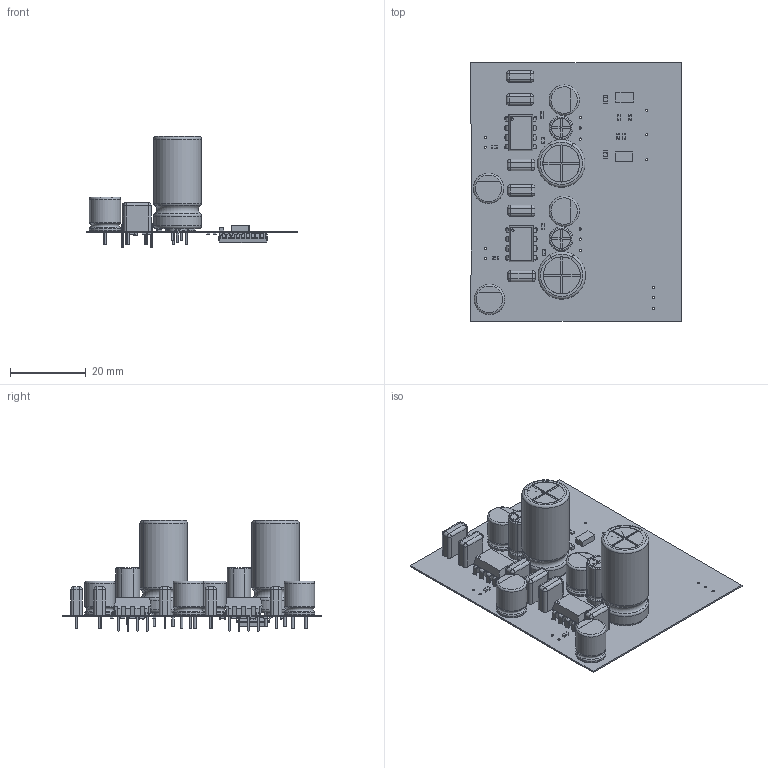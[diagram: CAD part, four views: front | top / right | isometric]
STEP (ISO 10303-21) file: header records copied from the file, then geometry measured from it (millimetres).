
FILE_DESCRIPTION(('Open CASCADE Model'),'2;1');
FILE_NAME('Open CASCADE Shape Model','2022-07-05T16:14:45',('Author'),( 'Open CASCADE'),'Open CASCADE STEP processor 6.8','Open CASCADE 6.8' ,'Unknown');
FILE_SCHEMA(('AUTOMOTIVE_DESIGN { 1 0 10303 214 1 1 1 1 }'));
Length unit declared in the file: millimetre
Products named in the file (76): PCB; Board; Open CASCADE STEP translator 6.8 1.1.1; C8*; WIMA_FILM_CAPACITOR_RADIAL_7.2x3.0x7.5_P5.0; C3*; R22; User_Library-res0603-1; R21; U5; 6647507456; Extruded; U4; FB2; FBead_Murata_BLM21AG102SN1D_eec; Electrodes; Dielectric; Murata; FB1; C26; User_Library-cap_0603_lowprofile; C25; C24; C23; C22; PZF8x9; C21; C20; C19; U3; DWP0020B; R20; R19; R18; R17; R16; R15; C18; C17; C15 ...
Assembly tree (132 placements, depth 4):
  PCB
    Board
      Open CASCADE STEP translator 6.8 1.1.1
    C8*
      WIMA_FILM_CAPACITOR_RADIAL_7.2x3.0x7.5_P5.0
      WIMA_FILM_CAPACITOR_RADIAL_7.2x3.0x7.5_P5.0
      WIMA_FILM_CAPACITOR_RADIAL_7.2x3.0x7.5_P5.0
    C3*
      WIMA_FILM_CAPACITOR_RADIAL_7.2x3.0x7.5_P5.0
      WIMA_FILM_CAPACITOR_RADIAL_7.2x3.0x7.5_P5.0
      WIMA_FILM_CAPACITOR_RADIAL_7.2x3.0x7.5_P5.0
    R22
      User_Library-res0603-1
    R21
      User_Library-res0603-1
    U5
      6647507456
        Extruded
    U4
      6647507456
        Extruded
    FB2
      FBead_Murata_BLM21AG102SN1D_eec
        Electrodes
        Dielectric
        Murata
    FB1
      FBead_Murata_BLM21AG102SN1D_eec
        Electrodes
        Dielectric
        Murata
    C26
      User_Library-cap_0603_lowprofile
    C25
      User_Library-cap_0603_lowprofile
    C24
      User_Library-cap_0603_lowprofile
    C23
      User_Library-cap_0603_lowprofile
    C22
      PZF8x9
    C21
      PZF8x9
    C20
      PZF8x9
    C19
      PZF8x9
    U3
      DWP0020B
    R20
      User_Library-res0603-1
    R19
      User_Library-res0603-1
    R18
      User_Library-res0603-1
    R17
      User_Library-res0603-1
    R16
      User_Library-res0603-1
    R15
Bounding box: 55.64 x 68.34 x 29.32 mm (x, y, z)
Volume: 11666.7 mm3; surface area: 16740.4 mm2
Topology: 112 solids, 112 shells, 2988 faces, 7406 edges, 4550 vertices
Faces by surface type: plane 1942, cylinder 811, sphere 142, torus 76, bspline 16, cone 1
Full cylindrical faces by diameter (mm): 0.5 x16, 0.6 x28, 0.7 x12, 0.8 x16, 0.9 x16, 5 x2, 5.128 x2, 6 x4, 8 x8, 9.774 x2
Entity records: 36106 total; most frequent: DIRECTION 5486, CARTESIAN_POINT 5308, ORIENTED_EDGE 5030, EDGE_CURVE 2515, AXIS2_PLACEMENT_3D 1865, LINE 1756, VECTOR 1756, VERTEX_POINT 1612
